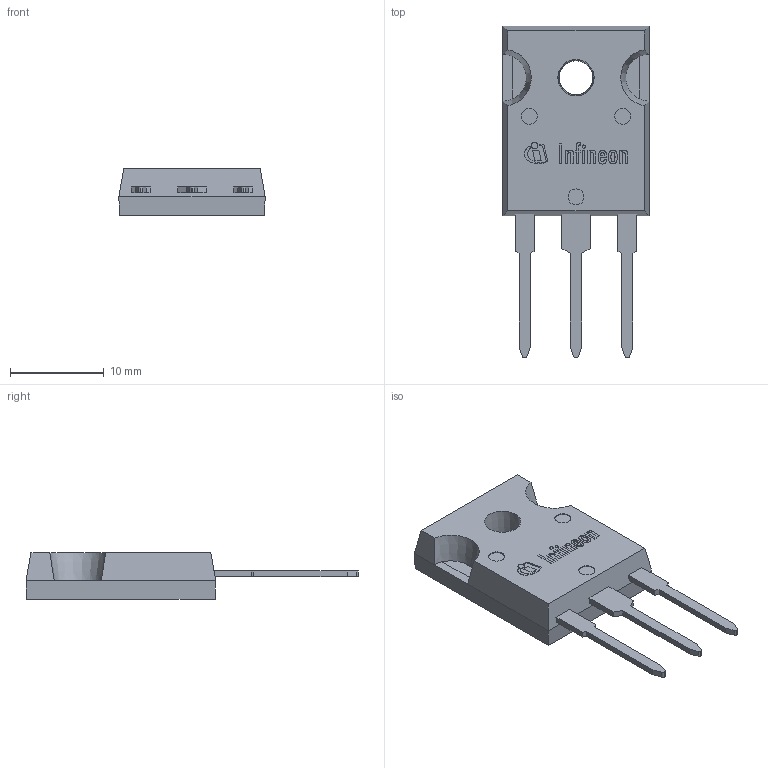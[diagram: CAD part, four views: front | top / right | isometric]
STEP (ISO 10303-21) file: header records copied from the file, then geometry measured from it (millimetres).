
FILE_DESCRIPTION(/* description */ (''),/* implementation_level */ '2;1');
FILE_NAME(/* name */ 'PG-TO247-3-901.stp',/* time_stamp */ '2017-12-13T13:47:04+08:00',/* author */ ('mdsaid'),/* organization */ (''),/* preprocessor_version */ 'ST-DEVELOPER v15.2',/* originating_system */ 'Autodesk Inventor 2014',/* authorisation */ '');
FILE_SCHEMA (('AUTOMOTIVE_DESIGN { 1 0 10303 214 3 1 1 }'));
Length unit declared in the file: millimetre
Products named in the file (8): PG-TO247-3-901_LOWER_MOLD; PG-TO247-3-901_UPPER_MOLD; PG-TO247-3-901_EXPOSED_PAD_1; PG-TO247-3-901_EXPOSED_PAD_2; PG-TO247-3-901_EXPOSED_LEAD_1; PG-TO247-3-901_EXPOSED_LEAD_2; PG-TO247-3-901_LOGO; PG-TO247-3-901
Bounding box: 15.58 x 35.35 x 4.99 mm (x, y, z)
Volume: 1431.8 mm3; surface area: 2195.1 mm2
Topology: 20 solids, 20 shells, 331 faces, 852 edges, 568 vertices
Faces by surface type: plane 175, cylinder 152, cone 4
Full cylindrical faces by diameter (mm): 0.337 x1, 0.698 x1, 1.7 x3, 7.39 x2
Entity records: 9879 total; most frequent: DIRECTION 1777, CARTESIAN_POINT 1692, ORIENTED_EDGE 1614, EDGE_CURVE 807, AXIS2_PLACEMENT_3D 641, VERTEX_POINT 544, LINE 495, VECTOR 495
